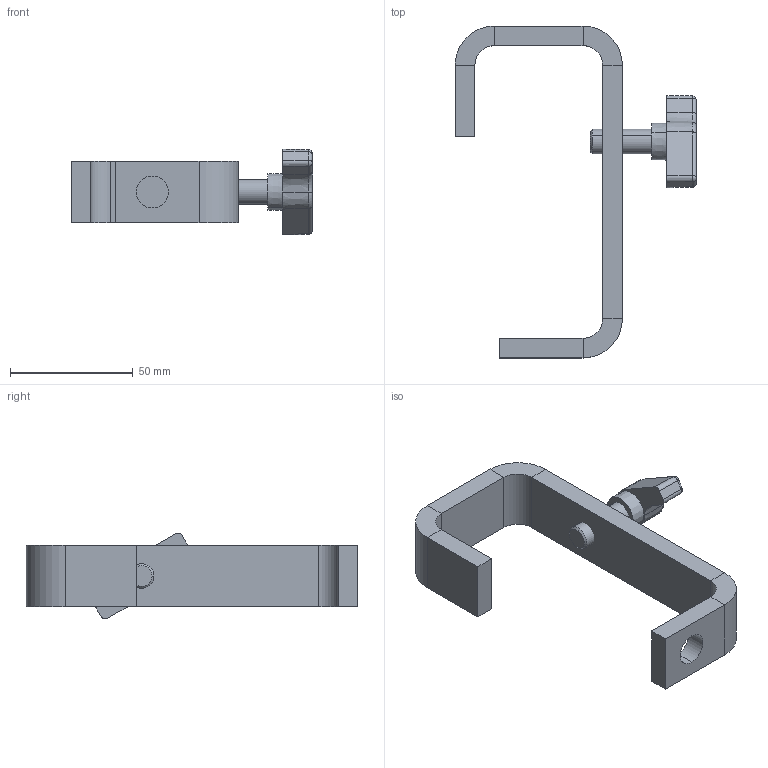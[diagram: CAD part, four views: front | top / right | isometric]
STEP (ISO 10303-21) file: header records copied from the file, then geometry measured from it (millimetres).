
FILE_DESCRIPTION (( 'STEP AP203' ), '1' );
FILE_NAME ('T20102.STEP', '2018-07-13T16:22:15', ( '' ), ( '' ), 'SwSTEP 2.0', 'SolidWorks 2016', '' );
FILE_SCHEMA (( 'CONFIG_CONTROL_DESIGN' ));
Length unit declared in the file: millimetre
Products named in the file (3): Doughty Knob_S0158; TH139; T20102
Assembly tree (2 placements, depth 2):
  T20102
    TH139
    Doughty Knob_S0158
Bounding box: 98.3 x 135 x 34.89 mm (x, y, z)
Volume: 58621.8 mm3; surface area: 20888.9 mm2
Topology: 2 solids, 2 shells, 372 faces, 959 edges, 626 vertices
Faces by surface type: plane 221, bspline 81, cylinder 50, cone 12, torus 8
Entity records: 16686 total; most frequent: CARTESIAN_POINT 7747, ORIENTED_EDGE 1918, DIRECTION 1521, EDGE_CURVE 959, LINE 665, VECTOR 665, VERTEX_POINT 626, AXIS2_PLACEMENT_3D 428
